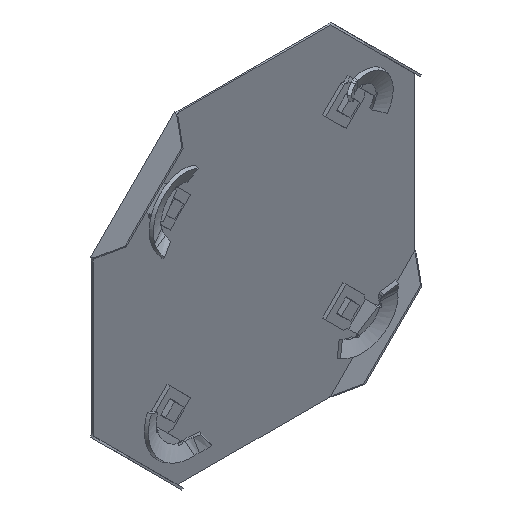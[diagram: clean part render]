
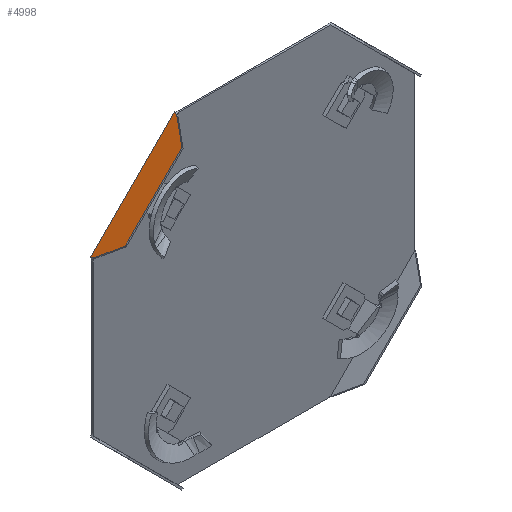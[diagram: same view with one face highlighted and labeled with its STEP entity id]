
A CAD part, isometric view. The second image highlights one B-rep face of the part: STEP entity #4998.
In plain terms, the highlighted planar face has unit normal (-0.707, 0, 0.707).
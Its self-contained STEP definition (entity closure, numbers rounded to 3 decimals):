
#3 = CARTESIAN_POINT ( 'NONE',  ( -56.83, -12.079, 92.08 ) ) ;
#110 = CARTESIAN_POINT ( 'NONE',  ( -48.438, 0.298, 100.473 ) ) ;
#423 = VECTOR ( 'NONE', #1376, 1000. ) ;
#541 = CARTESIAN_POINT ( 'NONE',  ( -48.246, 1., 100.664 ) ) ;
#730 = DIRECTION ( 'NONE',  ( 0.5, -0.707, 0.5 ) ) ;
#770 = LINE ( 'NONE', #4474, #989 ) ;
#819 = LINE ( 'NONE', #3, #423 ) ;
#836 = LINE ( 'NONE', #2828, #2500 ) ;
#870 = CARTESIAN_POINT ( 'NONE',  ( -99.915, -1., 48.996 ) ) ;
#886 = ORIENTED_EDGE ( 'NONE', *, *, #1354, .T. ) ;
#895 = B_SPLINE_CURVE_WITH_KNOTS ( 'NONE', 3,
 ( #870, #1178, #4061, #1344, #2558, #1623 ),
 .UNSPECIFIED., .F., .F.,
 ( 4, 2, 4 ),
 ( 0.001, 0.002, 0.003 ),
 .UNSPECIFIED. ) ;
#989 = VECTOR ( 'NONE', #1829, 1000. ) ;
#1000 = CARTESIAN_POINT ( 'NONE',  ( -48.996, -1., 99.915 ) ) ;
#1072 = EDGE_CURVE ( 'NONE', #2778, #3358, #770, .T. ) ;
#1178 = CARTESIAN_POINT ( 'NONE',  ( -100.065, -0.685, 48.846 ) ) ;
#1321 = PLANE ( 'NONE',  #3668 ) ;
#1322 = EDGE_CURVE ( 'NONE', #3752, #1804, #836, .T. ) ;
#1344 = CARTESIAN_POINT ( 'NONE',  ( -100.473, 0.298, 48.438 ) ) ;
#1354 = EDGE_CURVE ( 'NONE', #4415, #3752, #2257, .T. ) ;
#1376 = DIRECTION ( 'NONE',  ( 0.5, 0.707, 0.5 ) ) ;
#1440 = CARTESIAN_POINT ( 'NONE',  ( -48.696, -0.368, 100.215 ) ) ;
#1554 = FACE_OUTER_BOUND ( 'NONE', #4311, .T. ) ;
#1576 = ORIENTED_EDGE ( 'NONE', *, *, #1072, .T. ) ;
#1623 = CARTESIAN_POINT ( 'NONE',  ( -100.664, 1., 48.246 ) ) ;
#1645 = DIRECTION ( 'NONE',  ( 0.707, 0., -0.707 ) ) ;
#1662 = CARTESIAN_POINT ( 'NONE',  ( -156.83, 79.491, -7.92 ) ) ;
#1665 = CARTESIAN_POINT ( 'NONE',  ( -74.455, 104.416, 74.455 ) ) ;
#1715 = ORIENTED_EDGE ( 'NONE', *, *, #4413, .T. ) ;
#1804 = VERTEX_POINT ( 'NONE', #5660 ) ;
#1829 = DIRECTION ( 'NONE',  ( 0.707, 0., 0.707 ) ) ;
#2161 = CARTESIAN_POINT ( 'NONE',  ( -99.915, -1., 48.996 ) ) ;
#2257 = B_SPLINE_CURVE_WITH_KNOTS ( 'NONE', 3,
 ( #1000, #4149, #1440, #110, #3255, #541 ),
 .UNSPECIFIED., .F., .F.,
 ( 4, 2, 4 ),
 ( 0.001, 0.002, 0.003 ),
 .UNSPECIFIED. ) ;
#2500 = VECTOR ( 'NONE', #5052, 1000. ) ;
#2558 = CARTESIAN_POINT ( 'NONE',  ( -100.579, 0.643, 48.331 ) ) ;
#2571 = ORIENTED_EDGE ( 'NONE', *, *, #5045, .F. ) ;
#2758 = ORIENTED_EDGE ( 'NONE', *, *, #3443, .T. ) ;
#2778 = VERTEX_POINT ( 'NONE', #5143 ) ;
#2828 = CARTESIAN_POINT ( 'NONE',  ( -74.455, 1., 74.455 ) ) ;
#3255 = CARTESIAN_POINT ( 'NONE',  ( -48.331, 0.643, 100.579 ) ) ;
#3358 = VERTEX_POINT ( 'NONE', #3380 ) ;
#3380 = CARTESIAN_POINT ( 'NONE',  ( -56.83, -12.079, 92.08 ) ) ;
#3443 = EDGE_CURVE ( 'NONE', #4713, #2778, #4935, .T. ) ;
#3668 = AXIS2_PLACEMENT_3D ( 'NONE', #1665, #1645, #5794 ) ;
#3752 = VERTEX_POINT ( 'NONE', #4793 ) ;
#4061 = CARTESIAN_POINT ( 'NONE',  ( -100.215, -0.368, 48.696 ) ) ;
#4149 = CARTESIAN_POINT ( 'NONE',  ( -48.846, -0.685, 100.065 ) ) ;
#4228 = VECTOR ( 'NONE', #730, 1000. ) ;
#4311 = EDGE_LOOP ( 'NONE', ( #1715, #886, #4680, #2571, #2758, #1576 ) ) ;
#4413 = EDGE_CURVE ( 'NONE', #3358, #4415, #819, .T. ) ;
#4415 = VERTEX_POINT ( 'NONE', #4531 ) ;
#4474 = CARTESIAN_POINT ( 'NONE',  ( -56.83, -12.079, 92.08 ) ) ;
#4531 = CARTESIAN_POINT ( 'NONE',  ( -48.996, -1., 99.915 ) ) ;
#4680 = ORIENTED_EDGE ( 'NONE', *, *, #1322, .T. ) ;
#4713 = VERTEX_POINT ( 'NONE', #2161 ) ;
#4793 = CARTESIAN_POINT ( 'NONE',  ( -48.246, 1., 100.664 ) ) ;
#4935 = LINE ( 'NONE', #1662, #4228 ) ;
#4998 = ADVANCED_FACE ( 'NONE', ( #1554 ), #1321, .F. ) ;
#5045 = EDGE_CURVE ( 'NONE', #4713, #1804, #895, .T. ) ;
#5052 = DIRECTION ( 'NONE',  ( -0.707, 0., -0.707 ) ) ;
#5143 = CARTESIAN_POINT ( 'NONE',  ( -92.08, -12.079, 56.83 ) ) ;
#5660 = CARTESIAN_POINT ( 'NONE',  ( -100.664, 1., 48.246 ) ) ;
#5794 = DIRECTION ( 'NONE',  ( -0.5, 0.707, -0.5 ) ) ;
